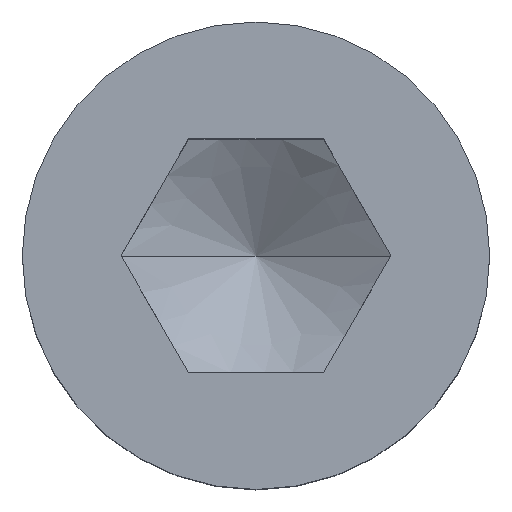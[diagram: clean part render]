
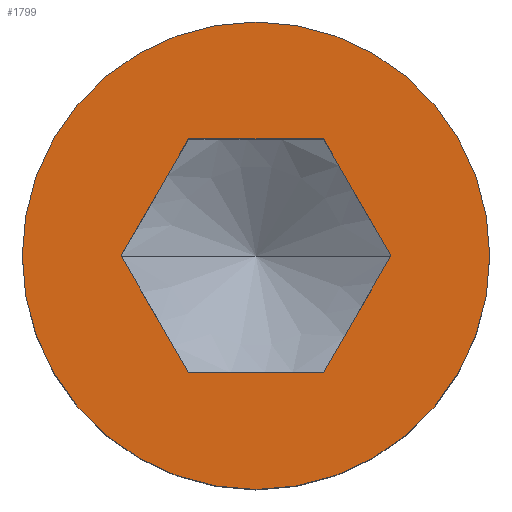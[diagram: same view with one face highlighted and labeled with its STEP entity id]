
A CAD part, top view. The second image highlights one B-rep face of the part: STEP entity #1799.
In plain terms, the highlighted planar face has unit normal (0, 0, 1).
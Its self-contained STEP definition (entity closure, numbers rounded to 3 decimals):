
#1033=EDGE_CURVE('',#2359,#1061,#2776,.T.);
#1061=VERTEX_POINT('',#2809);
#1083=EDGE_CURVE('',#2497,#1769,#2833,.T.);
#1171=EDGE_CURVE('',#1669,#2447,#2928,.T.);
#1191=EDGE_CURVE('',#1479,#1995,#2951,.T.);
#1407=EDGE_CURVE('',#1995,#2497,#3191,.T.);
#1479=VERTEX_POINT('',#3268);
#1669=VERTEX_POINT('',#3484);
#1769=VERTEX_POINT('',#3597);
#1799=ADVANCED_FACE('',(#3631,#3632),#3633,.T.);
#1995=VERTEX_POINT('',#3856);
#1997=EDGE_CURVE('',#1061,#1479,#3858,.T.);
#2193=EDGE_CURVE('',#1769,#2359,#4074,.T.);
#2343=EDGE_CURVE('',#2447,#1669,#4242,.T.);
#2359=VERTEX_POINT('',#4261);
#2447=VERTEX_POINT('',#4362);
#2497=VERTEX_POINT('',#4419);
#2776=LINE('',#4768,#4769);
#2809=CARTESIAN_POINT('',(5.774,0.0,12.0));
#2833=LINE('',#4849,#4850);
#2928=CIRCLE('',#4988,10.0);
#2951=LINE('',#5018,#5019);
#3191=LINE('',#5376,#5377);
#3268=CARTESIAN_POINT('',(2.887,-5.0,12.0));
#3484=CARTESIAN_POINT('',(10.0,0.,12.0));
#3597=CARTESIAN_POINT('',(-2.887,5.0,12.0));
#3631=FACE_OUTER_BOUND('',#5982,.T.);
#3632=FACE_BOUND('',#5983,.T.);
#3633=PLANE('',#5984);
#3856=CARTESIAN_POINT('',(-2.887,-5.0,12.0));
#3858=LINE('',#6292,#6293);
#4074=LINE('',#6622,#6623);
#4242=CIRCLE('',#6856,10.0);
#4261=CARTESIAN_POINT('',(2.887,5.0,12.0));
#4362=CARTESIAN_POINT('',(-10.0,0.0,12.0));
#4419=CARTESIAN_POINT('',(-5.774,0.0,12.0));
#4768=CARTESIAN_POINT('',(5.052,1.25,12.0));
#4769=VECTOR('',#7428,1.0);
#4849=CARTESIAN_POINT('',(-3.608,3.75,12.0));
#4850=VECTOR('',#7492,1.0);
#4988=AXIS2_PLACEMENT_3D('',#7585,#7586,#7587);
#5018=CARTESIAN_POINT('',(-1.443,-5.0,12.0));
#5019=VECTOR('',#7613,1.0);
#5376=CARTESIAN_POINT('',(-5.052,-1.25,12.0));
#5377=VECTOR('',#7877,1.0);
#5982=EDGE_LOOP('',(#8395,#8396));
#5983=EDGE_LOOP('',(#8397,#8398,#8399,#8400,#8401,#8402));
#5984=AXIS2_PLACEMENT_3D('',#8403,#8404,#8405);
#6292=CARTESIAN_POINT('',(3.608,-3.75,12.0));
#6293=VECTOR('',#8734,1.0);
#6622=CARTESIAN_POINT('',(1.443,5.0,12.0));
#6623=VECTOR('',#8961,1.0);
#6856=AXIS2_PLACEMENT_3D('',#9144,#9145,#9146);
#7428=DIRECTION('',(0.5,-0.866,0.0));
#7492=DIRECTION('',(0.5,0.866,0.0));
#7585=CARTESIAN_POINT('',(0.0,0.0,12.0));
#7586=DIRECTION('',(0.0,0.0,1.0));
#7587=DIRECTION('',(1.0,0.0,0.0));
#7613=DIRECTION('',(-1.0,0.0,0.0));
#7877=DIRECTION('',(-0.5,0.866,0.0));
#8395=ORIENTED_EDGE('',*,*,#2343,.T.);
#8396=ORIENTED_EDGE('',*,*,#1171,.T.);
#8397=ORIENTED_EDGE('',*,*,#1407,.T.);
#8398=ORIENTED_EDGE('',*,*,#1083,.T.);
#8399=ORIENTED_EDGE('',*,*,#2193,.T.);
#8400=ORIENTED_EDGE('',*,*,#1033,.T.);
#8401=ORIENTED_EDGE('',*,*,#1997,.T.);
#8402=ORIENTED_EDGE('',*,*,#1191,.T.);
#8403=CARTESIAN_POINT('',(-7.388,0.,12.0));
#8404=DIRECTION('',(0.0,0.0,1.0));
#8405=DIRECTION('',(-1.0,0.,0.0));
#8734=DIRECTION('',(-0.5,-0.866,0.0));
#8961=DIRECTION('',(1.0,0.0,0.0));
#9144=CARTESIAN_POINT('',(0.0,0.0,12.0));
#9145=DIRECTION('',(0.0,0.0,1.0));
#9146=DIRECTION('',(1.0,0.0,0.0));
